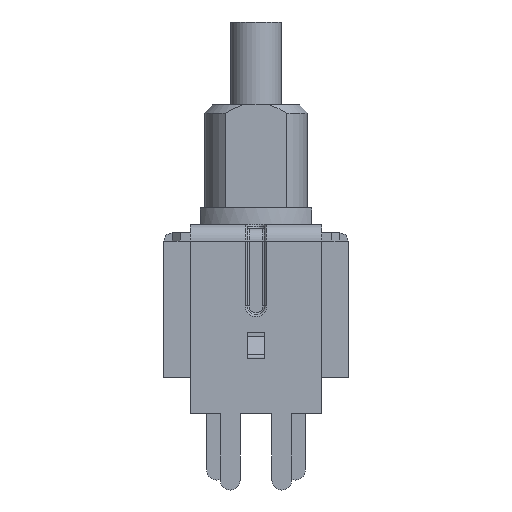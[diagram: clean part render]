
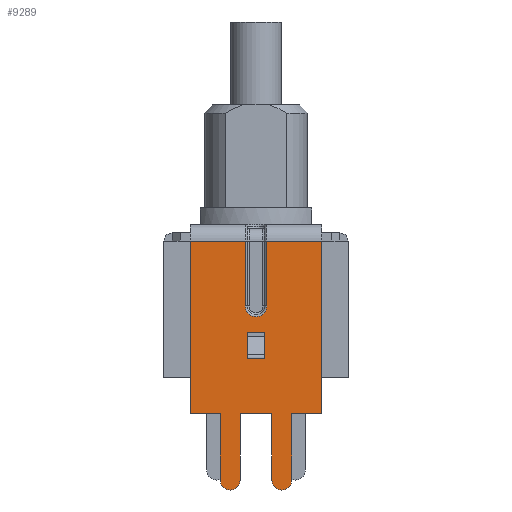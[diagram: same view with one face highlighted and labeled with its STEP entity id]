
A CAD part, left-side view. The second image highlights one B-rep face of the part: STEP entity #9289.
In plain terms, the highlighted planar face has unit normal (-1, 0, 0).
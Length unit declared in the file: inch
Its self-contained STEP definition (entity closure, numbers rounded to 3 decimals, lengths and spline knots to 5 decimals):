
#128=FACE_BOUND('',#1867,.T.);
#572=CIRCLE('',#10022,0.02402);
#574=CIRCLE('',#10027,0.02402);
#624=CIRCLE('',#10118,0.02638);
#1309=FACE_OUTER_BOUND('',#1866,.T.);
#1866=EDGE_LOOP('',(#8346,#8347,#8348,#8349,#8350,#8351,#8352,#8353,#8354,
#8355,#8356,#8357,#8358,#8359,#8360,#8361));
#1867=EDGE_LOOP('',(#8362,#8363,#8364,#8365));
#2577=LINE('',#15766,#3444);
#2589=LINE('',#15789,#3456);
#2592=LINE('',#15795,#3459);
#2595=LINE('',#15801,#3462);
#2614=LINE('',#15839,#3481);
#2631=LINE('',#15880,#3498);
#2694=LINE('',#16145,#3561);
#2696=LINE('',#16150,#3563);
#2702=LINE('',#16166,#3569);
#2704=LINE('',#16171,#3571);
#2707=LINE('',#16175,#3574);
#2709=LINE('',#16178,#3576);
#2710=LINE('',#16180,#3577);
#2724=LINE('',#16235,#3591);
#2747=LINE('',#16345,#3614);
#2748=LINE('',#16348,#3615);
#2749=LINE('',#16356,#3616);
#3444=VECTOR('',#11895,0.3937);
#3456=VECTOR('',#11917,0.3937);
#3459=VECTOR('',#11922,0.3937);
#3462=VECTOR('',#11929,0.3937);
#3481=VECTOR('',#11966,0.3937);
#3498=VECTOR('',#11995,0.3937);
#3561=VECTOR('',#12322,0.3937);
#3563=VECTOR('',#12326,0.3937);
#3569=VECTOR('',#12340,0.3937);
#3571=VECTOR('',#12344,0.3937);
#3574=VECTOR('',#12349,0.3937);
#3576=VECTOR('',#12353,0.3937);
#3577=VECTOR('',#12356,0.3937);
#3591=VECTOR('',#12416,0.3937);
#3614=VECTOR('',#12553,0.3937);
#3615=VECTOR('',#12556,0.3937);
#3616=VECTOR('',#12569,0.3937);
#4287=VERTEX_POINT('',#15759);
#4290=VERTEX_POINT('',#15764);
#4296=VERTEX_POINT('',#15787);
#4298=VERTEX_POINT('',#15793);
#4308=VERTEX_POINT('',#15836);
#4309=VERTEX_POINT('',#15838);
#4326=VERTEX_POINT('',#15877);
#4327=VERTEX_POINT('',#15879);
#4394=VERTEX_POINT('',#16135);
#4395=VERTEX_POINT('',#16137);
#4397=VERTEX_POINT('',#16143);
#4399=VERTEX_POINT('',#16149);
#4402=VERTEX_POINT('',#16156);
#4403=VERTEX_POINT('',#16158);
#4405=VERTEX_POINT('',#16164);
#4407=VERTEX_POINT('',#16170);
#4408=VERTEX_POINT('',#16183);
#4414=VERTEX_POINT('',#16203);
#4456=VERTEX_POINT('',#16347);
#4457=VERTEX_POINT('',#16351);
#5484=EDGE_CURVE('',#4290,#4287,#2577,.T.);
#5496=EDGE_CURVE('',#4290,#4296,#2589,.T.);
#5499=EDGE_CURVE('',#4296,#4298,#2592,.T.);
#5502=EDGE_CURVE('',#4298,#4287,#2595,.T.);
#5522=EDGE_CURVE('',#4308,#4309,#2614,.T.);
#5543=EDGE_CURVE('',#4326,#4327,#2631,.T.);
#5672=EDGE_CURVE('',#4395,#4394,#572,.T.);
#5676=EDGE_CURVE('',#4394,#4397,#2694,.T.);
#5678=EDGE_CURVE('',#4399,#4395,#2696,.T.);
#5682=EDGE_CURVE('',#4403,#4402,#574,.T.);
#5686=EDGE_CURVE('',#4402,#4405,#2702,.T.);
#5688=EDGE_CURVE('',#4407,#4403,#2704,.T.);
#5691=EDGE_CURVE('',#4309,#4405,#2707,.T.);
#5693=EDGE_CURVE('',#4407,#4397,#2709,.T.);
#5694=EDGE_CURVE('',#4399,#4326,#2710,.T.);
#5722=EDGE_CURVE('',#4408,#4327,#2724,.T.);
#5777=EDGE_CURVE('',#4308,#4414,#2747,.T.);
#5778=EDGE_CURVE('',#4408,#4456,#2748,.T.);
#5782=EDGE_CURVE('',#4456,#4457,#624,.T.);
#5783=EDGE_CURVE('',#4457,#4414,#2749,.T.);
#8346=ORIENTED_EDGE('',*,*,#5783,.F.);
#8347=ORIENTED_EDGE('',*,*,#5782,.F.);
#8348=ORIENTED_EDGE('',*,*,#5778,.F.);
#8349=ORIENTED_EDGE('',*,*,#5722,.T.);
#8350=ORIENTED_EDGE('',*,*,#5543,.F.);
#8351=ORIENTED_EDGE('',*,*,#5694,.F.);
#8352=ORIENTED_EDGE('',*,*,#5678,.T.);
#8353=ORIENTED_EDGE('',*,*,#5672,.T.);
#8354=ORIENTED_EDGE('',*,*,#5676,.T.);
#8355=ORIENTED_EDGE('',*,*,#5693,.F.);
#8356=ORIENTED_EDGE('',*,*,#5688,.T.);
#8357=ORIENTED_EDGE('',*,*,#5682,.T.);
#8358=ORIENTED_EDGE('',*,*,#5686,.T.);
#8359=ORIENTED_EDGE('',*,*,#5691,.F.);
#8360=ORIENTED_EDGE('',*,*,#5522,.F.);
#8361=ORIENTED_EDGE('',*,*,#5777,.T.);
#8362=ORIENTED_EDGE('',*,*,#5496,.T.);
#8363=ORIENTED_EDGE('',*,*,#5499,.T.);
#8364=ORIENTED_EDGE('',*,*,#5502,.T.);
#8365=ORIENTED_EDGE('',*,*,#5484,.F.);
#8773=PLANE('',#10120);
#9289=ADVANCED_FACE('',(#1309,#128),#8773,.T.);
#10022=AXIS2_PLACEMENT_3D('',#16138,#12315,#12316);
#10027=AXIS2_PLACEMENT_3D('',#16159,#12333,#12334);
#10118=AXIS2_PLACEMENT_3D('',#16354,#12565,#12566);
#10120=AXIS2_PLACEMENT_3D('',#16357,#12570,#12571);
#11895=DIRECTION('',(0.,-1.,0.));
#11917=DIRECTION('',(0.,0.,1.));
#11922=DIRECTION('',(0.,-1.,0.));
#11929=DIRECTION('',(0.,0.,-1.));
#11966=DIRECTION('',(0.,0.,-1.));
#11995=DIRECTION('',(0.,0.,1.));
#12315=DIRECTION('center_axis',(-1.,0.,0.));
#12316=DIRECTION('ref_axis',(0.,1.,0.));
#12322=DIRECTION('',(0.,0.,1.));
#12326=DIRECTION('',(0.,0.,-1.));
#12333=DIRECTION('center_axis',(-1.,0.,0.));
#12334=DIRECTION('ref_axis',(0.,1.,0.));
#12340=DIRECTION('',(0.,0.,1.));
#12344=DIRECTION('',(0.,0.,-1.));
#12349=DIRECTION('',(0.,1.,0.));
#12353=DIRECTION('',(0.,1.,0.));
#12356=DIRECTION('',(0.,1.,0.));
#12416=DIRECTION('',(0.,1.,0.));
#12553=DIRECTION('',(0.,1.,0.));
#12556=DIRECTION('',(0.,0.,-1.));
#12565=DIRECTION('center_axis',(-1.,0.,0.));
#12566=DIRECTION('ref_axis',(0.,0.,
-1.));
#12569=DIRECTION('',(0.,0.,1.));
#12570=DIRECTION('center_axis',(-1.,0.,0.));
#12571=DIRECTION('ref_axis',(0.,0.,-1.));
#15759=CARTESIAN_POINT('',(-0.32008,-0.02165,0.04618));
#15764=CARTESIAN_POINT('',(-0.32008,0.02165,0.04618));
#15766=CARTESIAN_POINT('',(-0.32008,0.,0.04618));
#15787=CARTESIAN_POINT('',(-0.32008,0.02165,0.10787));
#15789=CARTESIAN_POINT('',(-0.32008,0.02165,0.08789));
#15793=CARTESIAN_POINT('',(-0.32008,-0.02165,0.10787));
#15795=CARTESIAN_POINT('',(-0.32008,0.01083,0.10787));
#15801=CARTESIAN_POINT('',(-0.32008,-0.02165,0.11939));
#15836=CARTESIAN_POINT('',(-0.32008,-0.16004,0.33071));
#15838=CARTESIAN_POINT('',(-0.32008,-0.16004,-0.08898));
#15839=CARTESIAN_POINT('',(-0.32008,-0.16004,0.35079));
#15877=CARTESIAN_POINT('',(-0.32008,0.16004,-0.08898));
#15879=CARTESIAN_POINT('',(-0.32008,0.16004,0.33071));
#15880=CARTESIAN_POINT('',(-0.32008,0.16004,-0.08898));
#16135=CARTESIAN_POINT('',(-0.32008,0.03858,-0.25));
#16137=CARTESIAN_POINT('',(-0.32008,0.08661,-0.25));
#16138=CARTESIAN_POINT('Origin',(-0.32008,0.0626,
-0.25));
#16143=CARTESIAN_POINT('',(-0.32008,0.03858,-0.08898));
#16145=CARTESIAN_POINT('',(-0.32008,0.03858,-0.25));
#16149=CARTESIAN_POINT('',(-0.32008,0.08661,-0.08898));
#16150=CARTESIAN_POINT('',(-0.32008,0.08661,-0.08898));
#16156=CARTESIAN_POINT('',(-0.32008,-0.08661,-0.25));
#16158=CARTESIAN_POINT('',(-0.32008,-0.03858,-0.25));
#16159=CARTESIAN_POINT('Origin',(-0.32008,-0.0626,
-0.25));
#16164=CARTESIAN_POINT('',(-0.32008,-0.08661,-0.08898));
#16166=CARTESIAN_POINT('',(-0.32008,-0.08661,-0.25));
#16170=CARTESIAN_POINT('',(-0.32008,-0.03858,-0.08898));
#16171=CARTESIAN_POINT('',(-0.32008,-0.03858,-0.08898));
#16175=CARTESIAN_POINT('',(-0.32008,-0.16004,-0.08898));
#16178=CARTESIAN_POINT('',(-0.32008,-0.16004,-0.08898));
#16180=CARTESIAN_POINT('',(-0.32008,-0.16004,-0.08898));
#16183=CARTESIAN_POINT('',(-0.32008,0.02638,0.33071));
#16203=CARTESIAN_POINT('',(-0.32008,-0.02638,0.33071));
#16235=CARTESIAN_POINT('',(-0.32008,0.08002,0.33071));
#16345=CARTESIAN_POINT('',(-0.32008,0.08002,0.33071));
#16347=CARTESIAN_POINT('',(-0.32008,0.02638,0.17323));
#16348=CARTESIAN_POINT('',(-0.32008,0.02638,0.23081));
#16351=CARTESIAN_POINT('',(-0.32008,-0.02638,0.17323));
#16354=CARTESIAN_POINT('Origin',(-0.32008,0.,
0.17323));
#16356=CARTESIAN_POINT('',(-0.32008,-0.02638,0.15207));
#16357=CARTESIAN_POINT('Origin',(-0.32008,0.,0.13091));
